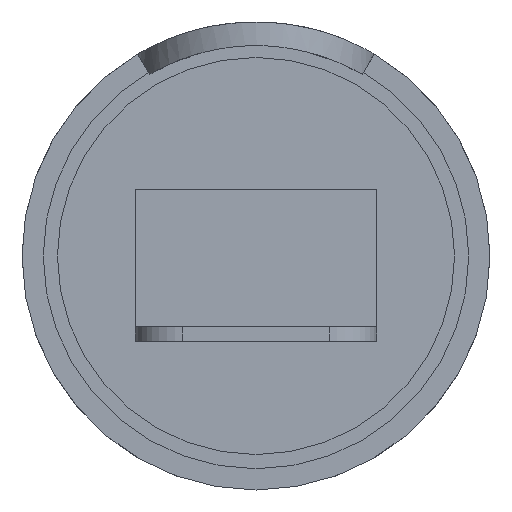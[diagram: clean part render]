
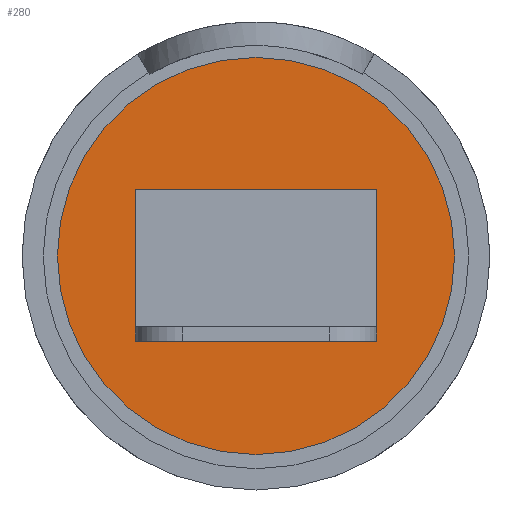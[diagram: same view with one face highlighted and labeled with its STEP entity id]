
A CAD part, front view. The second image highlights one B-rep face of the part: STEP entity #280.
In plain terms, the highlighted planar face has unit normal (0, -1, 0).
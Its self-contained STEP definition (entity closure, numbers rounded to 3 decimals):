
#53 = EDGE_CURVE ( 'NONE', #4227, #2046, #3006, .T. ) ;
#212 = VERTEX_POINT ( 'NONE', #2535 ) ;
#251 = ORIENTED_EDGE ( 'NONE', *, *, #6598, .F. ) ;
#280 = ADVANCED_FACE ( 'NONE', ( #5893, #4116 ), #3873, .F. ) ;
#296 = DIRECTION ( 'NONE',  ( 0., 1., 0. ) ) ;
#388 = AXIS2_PLACEMENT_3D ( 'NONE', #885, #296, #5137 ) ;
#533 = DIRECTION ( 'NONE',  ( 1., 0., 0. ) ) ;
#826 = ORIENTED_EDGE ( 'NONE', *, *, #7638, .F. ) ;
#830 = VERTEX_POINT ( 'NONE', #2367 ) ;
#885 = CARTESIAN_POINT ( 'NONE',  ( 0.069, -0.7, -0.066 ) ) ;
#977 = CARTESIAN_POINT ( 'NONE',  ( 0.986, -0.7, -3. ) ) ;
#1696 = CIRCLE ( 'NONE', #6199, 2.1 ) ;
#1732 = VERTEX_POINT ( 'NONE', #6944 ) ;
#1763 = VERTEX_POINT ( 'NONE', #977 ) ;
#1773 = ORIENTED_EDGE ( 'NONE', *, *, #3798, .T. ) ;
#1856 = DIRECTION ( 'NONE',  ( -1., 0., 0. ) ) ;
#1889 = DIRECTION ( 'NONE',  ( 0., -1., 0. ) ) ;
#1905 = DIRECTION ( 'NONE',  ( 0., 0., 1. ) ) ;
#2046 = VERTEX_POINT ( 'NONE', #4161 ) ;
#2080 = VERTEX_POINT ( 'NONE', #3852 ) ;
#2264 = VECTOR ( 'NONE', #1856, 1000. ) ;
#2367 = CARTESIAN_POINT ( 'NONE',  ( 2.253, -0.7, -0.15 ) ) ;
#2535 = CARTESIAN_POINT ( 'NONE',  ( 3.519, -0.7, -3.15 ) ) ;
#2674 = CARTESIAN_POINT ( 'NONE',  ( 3.528, -0.7, -1.55 ) ) ;
#2718 = EDGE_CURVE ( 'NONE', #2080, #830, #4131, .T. ) ;
#2748 = LINE ( 'NONE', #5235, #3472 ) ;
#2790 = LINE ( 'NONE', #7238, #6671 ) ;
#2979 = EDGE_LOOP ( 'NONE', ( #5553, #6184 ) ) ;
#2982 = CARTESIAN_POINT ( 'NONE',  ( 2.253, -0.7, -1.55 ) ) ;
#3006 = LINE ( 'NONE', #4282, #2264 ) ;
#3022 = LINE ( 'NONE', #3863, #7114 ) ;
#3135 = EDGE_CURVE ( 'NONE', #1763, #3282, #5462, .T. ) ;
#3282 = VERTEX_POINT ( 'NONE', #3704 ) ;
#3289 = EDGE_CURVE ( 'NONE', #830, #2080, #1696, .T. ) ;
#3375 = LINE ( 'NONE', #4202, #7096 ) ;
#3426 = ORIENTED_EDGE ( 'NONE', *, *, #53, .T. ) ;
#3428 = VERTEX_POINT ( 'NONE', #2674 ) ;
#3461 = VECTOR ( 'NONE', #7069, 1000. ) ;
#3472 = VECTOR ( 'NONE', #533, 1000. ) ;
#3657 = EDGE_CURVE ( 'NONE', #212, #2046, #5731, .T. ) ;
#3704 = CARTESIAN_POINT ( 'NONE',  ( 0.986, -0.7, -3.15 ) ) ;
#3738 = CARTESIAN_POINT ( 'NONE',  ( 2.253, -0.7, -2.25 ) ) ;
#3798 = EDGE_CURVE ( 'NONE', #1763, #5588, #3375, .T. ) ;
#3852 = CARTESIAN_POINT ( 'NONE',  ( 2.253, -0.7, -4.35 ) ) ;
#3863 = CARTESIAN_POINT ( 'NONE',  ( 0.978, -0.7, -2.25 ) ) ;
#3870 = DIRECTION ( 'NONE',  ( 0., -1., 0. ) ) ;
#3873 = PLANE ( 'NONE',  #388 ) ;
#4116 = FACE_OUTER_BOUND ( 'NONE', #2979, .T. ) ;
#4131 = CIRCLE ( 'NONE', #4145, 2.1 ) ;
#4145 = AXIS2_PLACEMENT_3D ( 'NONE', #7380, #3870, #6188 ) ;
#4161 = CARTESIAN_POINT ( 'NONE',  ( 3.519, -0.7, -3. ) ) ;
#4185 = ORIENTED_EDGE ( 'NONE', *, *, #5924, .F. ) ;
#4202 = CARTESIAN_POINT ( 'NONE',  ( 2.253, -0.7, -3. ) ) ;
#4216 = VECTOR ( 'NONE', #4712, 1000. ) ;
#4227 = VERTEX_POINT ( 'NONE', #4600 ) ;
#4282 = CARTESIAN_POINT ( 'NONE',  ( 2.253, -0.7, -3. ) ) ;
#4361 = ORIENTED_EDGE ( 'NONE', *, *, #5833, .F. ) ;
#4600 = CARTESIAN_POINT ( 'NONE',  ( 3.528, -0.7, -3. ) ) ;
#4712 = DIRECTION ( 'NONE',  ( 0., 0., 1. ) ) ;
#4730 = DIRECTION ( 'NONE',  ( -1., 0., 0. ) ) ;
#4882 = DIRECTION ( 'NONE',  ( 0., 0., 1. ) ) ;
#4955 = ORIENTED_EDGE ( 'NONE', *, *, #3135, .F. ) ;
#5137 = DIRECTION ( 'NONE',  ( 1., 0., 0. ) ) ;
#5230 = ORIENTED_EDGE ( 'NONE', *, *, #3657, .F. ) ;
#5235 = CARTESIAN_POINT ( 'NONE',  ( 2.253, -0.7, -3.15 ) ) ;
#5353 = DIRECTION ( 'NONE',  ( -1., 0., 0. ) ) ;
#5462 = LINE ( 'NONE', #5918, #3461 ) ;
#5553 = ORIENTED_EDGE ( 'NONE', *, *, #3289, .T. ) ;
#5588 = VERTEX_POINT ( 'NONE', #6911 ) ;
#5731 = LINE ( 'NONE', #6410, #4216 ) ;
#5833 = EDGE_CURVE ( 'NONE', #3428, #1732, #7065, .T. ) ;
#5893 = FACE_BOUND ( 'NONE', #7111, .T. ) ;
#5918 = CARTESIAN_POINT ( 'NONE',  ( 0.986, -0.7, -2.25 ) ) ;
#5924 = EDGE_CURVE ( 'NONE', #4227, #3428, #2790, .T. ) ;
#6184 = ORIENTED_EDGE ( 'NONE', *, *, #2718, .T. ) ;
#6188 = DIRECTION ( 'NONE',  ( 0., 0., 1. ) ) ;
#6199 = AXIS2_PLACEMENT_3D ( 'NONE', #3738, #1889, #4882 ) ;
#6410 = CARTESIAN_POINT ( 'NONE',  ( 3.519, -0.7, -2.25 ) ) ;
#6598 = EDGE_CURVE ( 'NONE', #1732, #5588, #3022, .T. ) ;
#6671 = VECTOR ( 'NONE', #1905, 1000. ) ;
#6911 = CARTESIAN_POINT ( 'NONE',  ( 0.978, -0.7, -3. ) ) ;
#6944 = CARTESIAN_POINT ( 'NONE',  ( 0.978, -0.7, -1.55 ) ) ;
#7065 = LINE ( 'NONE', #2982, #7634 ) ;
#7069 = DIRECTION ( 'NONE',  ( 0., 0., -1. ) ) ;
#7096 = VECTOR ( 'NONE', #5353, 1000. ) ;
#7111 = EDGE_LOOP ( 'NONE', ( #4361, #4185, #3426, #5230, #826, #4955, #1773, #251 ) ) ;
#7114 = VECTOR ( 'NONE', #7447, 1000. ) ;
#7238 = CARTESIAN_POINT ( 'NONE',  ( 3.528, -0.7, -2.25 ) ) ;
#7380 = CARTESIAN_POINT ( 'NONE',  ( 2.253, -0.7, -2.25 ) ) ;
#7447 = DIRECTION ( 'NONE',  ( 0., 0., -1. ) ) ;
#7634 = VECTOR ( 'NONE', #4730, 1000. ) ;
#7638 = EDGE_CURVE ( 'NONE', #3282, #212, #2748, .T. ) ;
